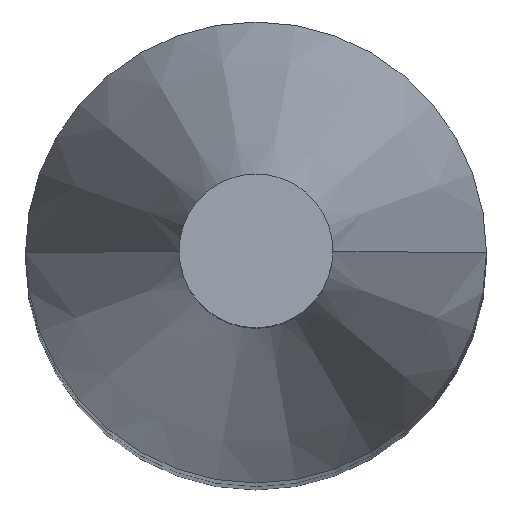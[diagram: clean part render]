
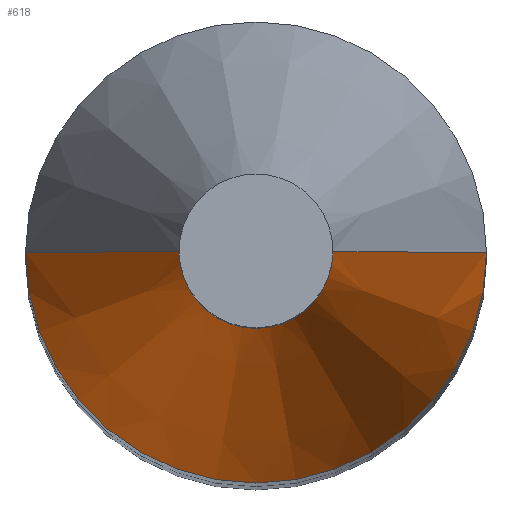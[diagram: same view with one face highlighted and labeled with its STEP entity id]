
A CAD part, top view. The second image highlights one B-rep face of the part: STEP entity #618.
In plain terms, the highlighted conical face has half-angle 15 degrees and reference radius 0.5 mm.
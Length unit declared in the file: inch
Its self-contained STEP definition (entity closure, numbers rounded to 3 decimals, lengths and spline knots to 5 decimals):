
#5 = CIRCLE ( 'NONE', #799, 0.0197 ) ;
#8 = CONICAL_SURFACE ( 'NONE', #895, 0.0197, 0.262 ) ;
#90 = DIRECTION ( 'NONE',  ( -0.259, 0., -0.966 ) ) ;
#118 = EDGE_CURVE ( 'NONE', #764, #584, #5, .T. ) ;
#120 = DIRECTION ( 'NONE',  ( 1., 0., 0. ) ) ;
#161 = ORIENTED_EDGE ( 'NONE', *, *, #692, .T. ) ;
#203 = EDGE_CURVE ( 'NONE', #764, #942, #900, .T. ) ;
#222 = AXIS2_PLACEMENT_3D ( 'NONE', #935, #645, #344 ) ;
#226 = CARTESIAN_POINT ( 'NONE',  ( -0.0197, 0., -0.089 ) ) ;
#235 = CARTESIAN_POINT ( 'NONE',  ( 0., 0., -0.089 ) ) ;
#259 = ORIENTED_EDGE ( 'NONE', *, *, #203, .T. ) ;
#288 = CARTESIAN_POINT ( 'NONE',  ( -0.05905, 0., -0.23586 ) ) ;
#291 = DIRECTION ( 'NONE',  ( 0.259, 0., -0.966 ) ) ;
#295 = EDGE_CURVE ( 'NONE', #584, #430, #416, .T. ) ;
#344 = DIRECTION ( 'NONE',  ( 1., 0., 0. ) ) ;
#377 = CARTESIAN_POINT ( 'NONE',  ( 0.05905, 0., -0.23586 ) ) ;
#384 = VECTOR ( 'NONE', #291, 39.37008 ) ;
#416 = LINE ( 'NONE', #648, #384 ) ;
#430 = VERTEX_POINT ( 'NONE', #377 ) ;
#448 = DIRECTION ( 'NONE',  ( 0., 0., 1. ) ) ;
#474 = CARTESIAN_POINT ( 'NONE',  ( 0.0197, 0., -0.089 ) ) ;
#584 = VERTEX_POINT ( 'NONE', #474 ) ;
#618 = ADVANCED_FACE ( 'NONE', ( #906 ), #8, .T. ) ;
#644 = ORIENTED_EDGE ( 'NONE', *, *, #118, .F. ) ;
#645 = DIRECTION ( 'NONE',  ( 0., 0., 1. ) ) ;
#648 = CARTESIAN_POINT ( 'NONE',  ( 0.0197, 0., -0.089 ) ) ;
#653 = VECTOR ( 'NONE', #90, 39.37008 ) ;
#692 = EDGE_CURVE ( 'NONE', #942, #430, #716, .T. ) ;
#716 = CIRCLE ( 'NONE', #222, 0.05905 ) ;
#764 = VERTEX_POINT ( 'NONE', #875 ) ;
#799 = AXIS2_PLACEMENT_3D ( 'NONE', #971, #448, #811 ) ;
#811 = DIRECTION ( 'NONE',  ( 1., 0., 0. ) ) ;
#853 = DIRECTION ( 'NONE',  ( 0., 0., -1. ) ) ;
#875 = CARTESIAN_POINT ( 'NONE',  ( -0.0197, 0., -0.089 ) ) ;
#878 = ORIENTED_EDGE ( 'NONE', *, *, #295, .F. ) ;
#895 = AXIS2_PLACEMENT_3D ( 'NONE', #235, #853, #120 ) ;
#900 = LINE ( 'NONE', #226, #653 ) ;
#906 = FACE_OUTER_BOUND ( 'NONE', #957, .T. ) ;
#935 = CARTESIAN_POINT ( 'NONE',  ( 0., 0., -0.23586 ) ) ;
#942 = VERTEX_POINT ( 'NONE', #288 ) ;
#957 = EDGE_LOOP ( 'NONE', ( #644, #259, #161, #878 ) ) ;
#971 = CARTESIAN_POINT ( 'NONE',  ( 0., 0., -0.089 ) ) ;
